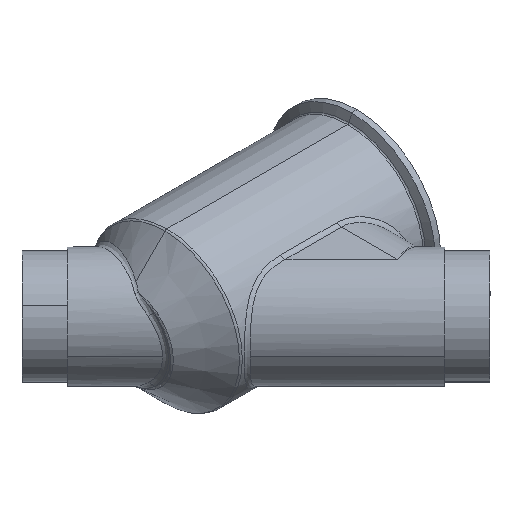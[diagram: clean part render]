
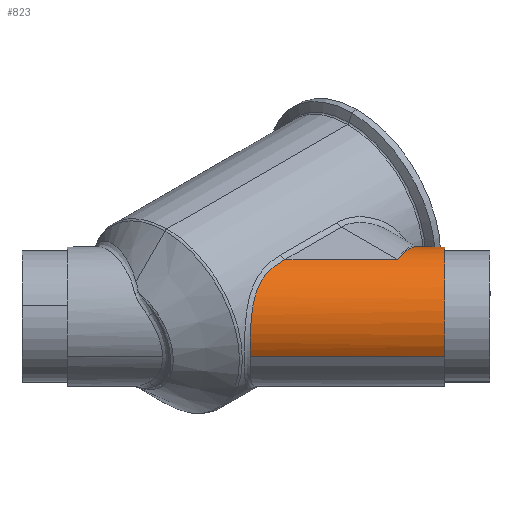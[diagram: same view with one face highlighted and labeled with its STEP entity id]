
A CAD part, isometric view. The second image highlights one B-rep face of the part: STEP entity #823.
In plain terms, the highlighted cylindrical face has radius 54.051 mm (diameter 108.102 mm), a partial arc.
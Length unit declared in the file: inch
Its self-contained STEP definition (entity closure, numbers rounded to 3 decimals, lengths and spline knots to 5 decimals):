
#28 = CARTESIAN_POINT ( 'NONE',  ( 0.68383, -3.02877, 1.33593 ) ) ;
#43 = CARTESIAN_POINT ( 'NONE',  ( 0.32956, -3.30884, 0.30301 ) ) ;
#92 = CARTESIAN_POINT ( 'NONE',  ( 2.5681, -2.5681, 2.128 ) ) ;
#172 = CARTESIAN_POINT ( 'NONE',  ( 7.51513, -4.50568, 0. ) ) ;
#249 = CARTESIAN_POINT ( 'NONE',  ( 1.2284, -2.74456, 1.83855 ) ) ;
#301 = CARTESIAN_POINT ( 'NONE',  ( 0.57434, -3.10672, 1.15225 ) ) ;
#316 = CARTESIAN_POINT ( 'NONE',  ( 0.31674, -3.3205, 0.15135 ) ) ;
#372 = EDGE_LOOP ( 'NONE', ( #1764, #3455, #3430, #1773, #3243, #2376 ) ) ;
#405 = VERTEX_POINT ( 'NONE', #1032 ) ;
#440 = DIRECTION ( 'NONE',  ( -0.707, 0.707, 0. ) ) ;
#502 = EDGE_CURVE ( 'NONE', #3067, #2623, #2111, .T. ) ;
#525 = CARTESIAN_POINT ( 'NONE',  ( 1.1357, -2.78188, 1.78178 ) ) ;
#580 = CARTESIAN_POINT ( 'NONE',  ( 0.51297, -3.15389, 1.02109 ) ) ;
#597 = CARTESIAN_POINT ( 'NONE',  ( 0.31378, -3.32322, 0. ) ) ;
#631 = CARTESIAN_POINT ( 'NONE',  ( 7.20122, -4.19178, 1.24655 ) ) ;
#715 =( BOUNDED_CURVE ( )  B_SPLINE_CURVE ( 3, ( #903, #631, #1186, #3023 ),
 .UNSPECIFIED., .F., .F. ) 
 B_SPLINE_CURVE_WITH_KNOTS ( ( 4, 4 ),
 ( 0., 1.5708 ),
 .UNSPECIFIED. ) 
 CURVE ( )  GEOMETRIC_REPRESENTATION_ITEM ( )  RATIONAL_B_SPLINE_CURVE ( ( 1., 0.805, 0.805, 1. ) ) 
 REPRESENTATION_ITEM ( '' )  );
#726 = EDGE_CURVE ( 'NONE', #2623, #750, #3181, .T. ) ;
#750 = VERTEX_POINT ( 'NONE', #3107 ) ;
#769 = DIRECTION ( 'NONE',  ( -0.707, -0.707, 0. ) ) ;
#783 = CARTESIAN_POINT ( 'NONE',  ( 2.26397, -2.55835, 2.12081 ) ) ;
#786 = DIRECTION ( 'NONE',  ( 0.707, -0.707, 0. ) ) ;
#795 = CARTESIAN_POINT ( 'NONE',  ( 1.01944, -2.83412, 1.69915 ) ) ;
#797 = AXIS2_PLACEMENT_3D ( 'NONE', #2562, #1593, #769 ) ;
#823 = ADVANCED_FACE ( 'NONE', ( #2310 ), #894, .T. ) ;
#848 = LINE ( 'NONE', #2315, #942 ) ;
#855 = CARTESIAN_POINT ( 'NONE',  ( 0.47181, -3.18674, 0.91892 ) ) ;
#868 = AXIS2_PLACEMENT_3D ( 'NONE', #2382, #786, #2644 ) ;
#894 = CYLINDRICAL_SURFACE ( 'NONE', #797, 2.128 ) ;
#903 = CARTESIAN_POINT ( 'NONE',  ( 7.20122, -4.19178, 0. ) ) ;
#942 = VECTOR ( 'NONE', #440, 39.37008 ) ;
#965 = EDGE_CURVE ( 'NONE', #405, #1594, #715, .T. ) ;
#969 = VERTEX_POINT ( 'NONE', #92 ) ;
#1032 = CARTESIAN_POINT ( 'NONE',  ( 7.20122, -4.19178, 0. ) ) ;
#1069 = CARTESIAN_POINT ( 'NONE',  ( 1.96403, -2.57654, 2.08434 ) ) ;
#1080 = CARTESIAN_POINT ( 'NONE',  ( 0.88836, -2.90303, 1.58124 ) ) ;
#1141 = CARTESIAN_POINT ( 'NONE',  ( 0.41362, -3.23499, 0.74434 ) ) ;
#1186 = CARTESIAN_POINT ( 'NONE',  ( 6.28945, -4.52655, 2.128 ) ) ;
#1287 = EDGE_CURVE ( 'NONE', #969, #750, #1312, .T. ) ;
#1312 = B_SPLINE_CURVE_WITH_KNOTS ( 'NONE', 3,
 ( #3446, #1859, #783, #2641, #1069, #2907, #1347, #3187, #1608, #3456, #1872, #249, #2137, #525, #2389, #795, #2652, #1080, #2921, #1396, #3244, #1661, #28, #1925, #301, #2188, #580, #2442, #855, #2707, #1141, #2976, #1414, #3260, #1675, #43, #1943, #316, #2202, #597 ),
 .UNSPECIFIED., .F., .F.,
 ( 4, 2, 2, 2, 2, 2, 2, 2, 2, 2, 2, 2, 2, 2, 2, 2, 2, 2, 2, 4 ),
 ( 0., 0.01153, 0.01729, 0.02018, 0.02306, 0.03459, 0.03747, 0.04035, 0.04611, 0.049, 0.05188, 0.05764, 0.06341, 0.06629, 0.06917, 0.07494, 0.0807, 0.08358, 0.08647, 0.09223 ),
 .UNSPECIFIED. ) ;
#1347 = CARTESIAN_POINT ( 'NONE',  ( 1.81553, -2.59492, 2.05564 ) ) ;
#1396 = CARTESIAN_POINT ( 'NONE',  ( 0.81553, -2.9451, 1.50407 ) ) ;
#1414 = CARTESIAN_POINT ( 'NONE',  ( 0.36216, -3.27963, 0.52759 ) ) ;
#1593 = DIRECTION ( 'NONE',  ( -0.707, 0.707, 0. ) ) ;
#1594 = VERTEX_POINT ( 'NONE', #2799 ) ;
#1608 = CARTESIAN_POINT ( 'NONE',  ( 1.70515, -2.61286, 2.02915 ) ) ;
#1658 = CARTESIAN_POINT ( 'NONE',  ( 4.50568, -7.51513, 0. ) ) ;
#1661 = CARTESIAN_POINT ( 'NONE',  ( 0.72487, -3.00133, 1.39391 ) ) ;
#1675 = CARTESIAN_POINT ( 'NONE',  ( 0.33868, -3.30061, 0.37861 ) ) ;
#1764 = ORIENTED_EDGE ( 'NONE', *, *, #502, .F. ) ;
#1773 = ORIENTED_EDGE ( 'NONE', *, *, #3436, .T. ) ;
#1784 = DIRECTION ( 'NONE',  ( -0.707, 0.707, 0. ) ) ;
#1859 = CARTESIAN_POINT ( 'NONE',  ( 2.41551, -2.55963, 2.128 ) ) ;
#1872 = CARTESIAN_POINT ( 'NONE',  ( 1.38848, -2.68615, 1.92523 ) ) ;
#1925 = CARTESIAN_POINT ( 'NONE',  ( 0.60856, -3.08146, 1.2151 ) ) ;
#1943 = CARTESIAN_POINT ( 'NONE',  ( 0.32577, -3.31228, 0.26502 ) ) ;
#2047 = CARTESIAN_POINT ( 'NONE',  ( 4.50568, -7.51513, 0. ) ) ;
#2082 = DIRECTION ( 'NONE',  ( -0.707, 0.707, 0. ) ) ;
#2111 = CIRCLE ( 'NONE', #868, 2.128 ) ;
#2137 = CARTESIAN_POINT ( 'NONE',  ( 1.19684, -2.75681, 1.82015 ) ) ;
#2188 = CARTESIAN_POINT ( 'NONE',  ( 0.52772, -3.14237, 1.05434 ) ) ;
#2202 = CARTESIAN_POINT ( 'NONE',  ( 0.31378, -3.32322, 0.07565 ) ) ;
#2310 = FACE_OUTER_BOUND ( 'NONE', #372, .T. ) ;
#2315 = CARTESIAN_POINT ( 'NONE',  ( 7.51513, -4.50568, 0. ) ) ;
#2334 = CARTESIAN_POINT ( 'NONE',  ( 6.01041, -6.01041, 2.128 ) ) ;
#2376 = ORIENTED_EDGE ( 'NONE', *, *, #726, .F. ) ;
#2382 = CARTESIAN_POINT ( 'NONE',  ( 6.01041, -6.01041, 0. ) ) ;
#2389 = CARTESIAN_POINT ( 'NONE',  ( 1.106, -2.79475, 1.76175 ) ) ;
#2442 = CARTESIAN_POINT ( 'NONE',  ( 0.485, -3.17608, 0.95336 ) ) ;
#2471 = VECTOR ( 'NONE', #1784, 39.37008 ) ;
#2562 = CARTESIAN_POINT ( 'NONE',  ( 6.01041, -6.01041, 0. ) ) ;
#2623 = VERTEX_POINT ( 'NONE', #1658 ) ;
#2634 = LINE ( 'NONE', #2334, #3186 ) ;
#2641 = CARTESIAN_POINT ( 'NONE',  ( 2.03875, -2.57025, 2.09531 ) ) ;
#2644 = DIRECTION ( 'NONE',  ( 0.707, 0.707, 0. ) ) ;
#2652 = CARTESIAN_POINT ( 'NONE',  ( 0.96512, -2.8614, 1.65406 ) ) ;
#2707 = CARTESIAN_POINT ( 'NONE',  ( 0.43488, -3.21699, 0.81494 ) ) ;
#2799 = CARTESIAN_POINT ( 'NONE',  ( 5., -5., 2.128 ) ) ;
#2907 = CARTESIAN_POINT ( 'NONE',  ( 1.85258, -2.58984, 2.06338 ) ) ;
#2921 = CARTESIAN_POINT ( 'NONE',  ( 0.86357, -2.91702, 1.5561 ) ) ;
#2976 = CARTESIAN_POINT ( 'NONE',  ( 0.37726, -3.26631, 0.60067 ) ) ;
#3023 = CARTESIAN_POINT ( 'NONE',  ( 5., -5., 2.128 ) ) ;
#3043 = EDGE_CURVE ( 'NONE', #3067, #405, #848, .T. ) ;
#3067 = VERTEX_POINT ( 'NONE', #172 ) ;
#3107 = CARTESIAN_POINT ( 'NONE',  ( 0.31378, -3.32322, 0. ) ) ;
#3181 = LINE ( 'NONE', #2047, #2471 ) ;
#3186 = VECTOR ( 'NONE', #2082, 39.37008 ) ;
#3187 = CARTESIAN_POINT ( 'NONE',  ( 1.74167, -2.60645, 2.03849 ) ) ;
#3243 = ORIENTED_EDGE ( 'NONE', *, *, #1287, .T. ) ;
#3244 = CARTESIAN_POINT ( 'NONE',  ( 0.79224, -2.95922, 1.47713 ) ) ;
#3260 = CARTESIAN_POINT ( 'NONE',  ( 0.34399, -3.29584, 0.41609 ) ) ;
#3430 = ORIENTED_EDGE ( 'NONE', *, *, #965, .T. ) ;
#3436 = EDGE_CURVE ( 'NONE', #1594, #969, #2634, .T. ) ;
#3446 = CARTESIAN_POINT ( 'NONE',  ( 2.5681, -2.5681, 2.128 ) ) ;
#3455 = ORIENTED_EDGE ( 'NONE', *, *, #3043, .T. ) ;
#3456 = CARTESIAN_POINT ( 'NONE',  ( 1.52501, -2.64797, 1.97847 ) ) ;
